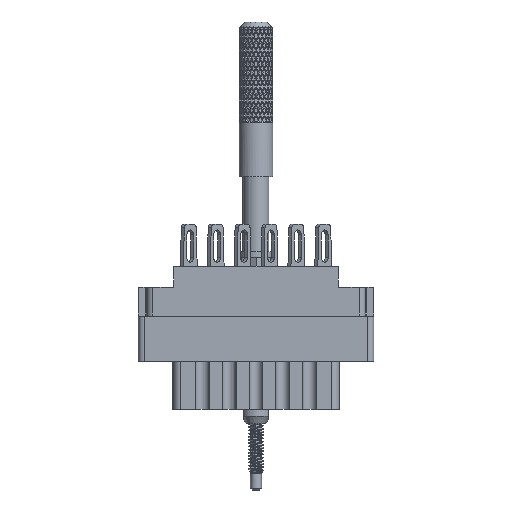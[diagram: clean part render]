
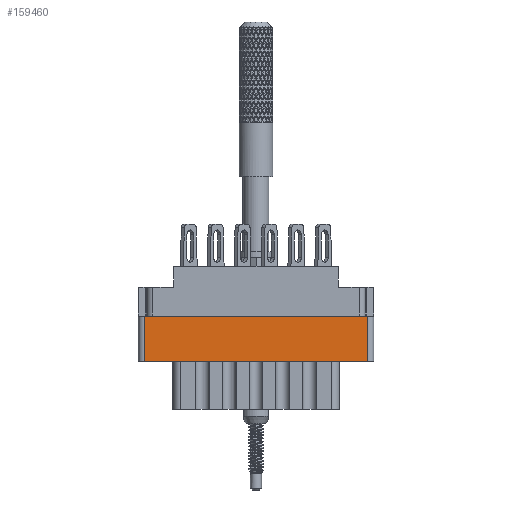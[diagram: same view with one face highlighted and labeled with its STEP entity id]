
A CAD part, front view. The second image highlights one B-rep face of the part: STEP entity #159460.
In plain terms, the highlighted planar face has unit normal (0, -1, 0).
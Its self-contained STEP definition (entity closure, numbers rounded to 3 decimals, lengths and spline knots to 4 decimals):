
#192 = EDGE_CURVE ( 'NONE', #67853, #130335, #112416, .T. ) ;
#7112 = FACE_OUTER_BOUND ( 'NONE', #120732, .T. ) ;
#11799 = LINE ( 'NONE', #164713, #109669 ) ;
#13808 = DIRECTION ( 'NONE',  ( 1., 0., 0. ) ) ;
#17787 = VECTOR ( 'NONE', #13808, 39.3701 ) ;
#17791 = VECTOR ( 'NONE', #117320, 39.3701 ) ;
#18180 = LINE ( 'NONE', #72865, #17791 ) ;
#20849 = CARTESIAN_POINT ( 'NONE',  ( -0.624, -0.343, -0.529 ) ) ;
#20995 = DIRECTION ( 'NONE',  ( 0., -1., 0. ) ) ;
#27974 = AXIS2_PLACEMENT_3D ( 'NONE', #147928, #20995, #77517 ) ;
#34904 = PLANE ( 'NONE',  #27974 ) ;
#38059 = ORIENTED_EDGE ( 'NONE', *, *, #57473, .T. ) ;
#48199 = VECTOR ( 'NONE', #84563, 39.3701 ) ;
#57473 = EDGE_CURVE ( 'NONE', #67853, #117626, #18180, .T. ) ;
#67853 = VERTEX_POINT ( 'NONE', #144025 ) ;
#72865 = CARTESIAN_POINT ( 'NONE',  ( 0.624, -0.343, -0.798 ) ) ;
#77517 = DIRECTION ( 'NONE',  ( 0., 0., -1. ) ) ;
#80345 = EDGE_CURVE ( 'NONE', #108861, #117626, #114764, .T. ) ;
#84563 = DIRECTION ( 'NONE',  ( -1., 0., 0. ) ) ;
#85946 = ORIENTED_EDGE ( 'NONE', *, *, #94216, .F. ) ;
#94216 = EDGE_CURVE ( 'NONE', #130335, #108861, #11799, .T. ) ;
#99043 = CARTESIAN_POINT ( 'NONE',  ( -0.656, -0.343, -0.277 ) ) ;
#101227 = CARTESIAN_POINT ( 'NONE',  ( 0.624, -0.343, -0.529 ) ) ;
#108861 = VERTEX_POINT ( 'NONE', #120668 ) ;
#109669 = VECTOR ( 'NONE', #123008, 39.3701 ) ;
#112416 = LINE ( 'NONE', #101227, #48199 ) ;
#114764 = LINE ( 'NONE', #99043, #17787 ) ;
#117320 = DIRECTION ( 'NONE',  ( 0., 0., 1. ) ) ;
#117626 = VERTEX_POINT ( 'NONE', #156405 ) ;
#120050 = ORIENTED_EDGE ( 'NONE', *, *, #80345, .F. ) ;
#120668 = CARTESIAN_POINT ( 'NONE',  ( -0.624, -0.343, -0.277 ) ) ;
#120732 = EDGE_LOOP ( 'NONE', ( #85946, #168474, #38059, #120050 ) ) ;
#123008 = DIRECTION ( 'NONE',  ( 0., 0., 1. ) ) ;
#130335 = VERTEX_POINT ( 'NONE', #20849 ) ;
#144025 = CARTESIAN_POINT ( 'NONE',  ( 0.624, -0.343, -0.529 ) ) ;
#147928 = CARTESIAN_POINT ( 'NONE',  ( -0.624, -0.343, -0.798 ) ) ;
#156405 = CARTESIAN_POINT ( 'NONE',  ( 0.624, -0.343, -0.277 ) ) ;
#159460 = ADVANCED_FACE ( 'NONE', ( #7112 ), #34904, .T. ) ;
#164713 = CARTESIAN_POINT ( 'NONE',  ( -0.624, -0.343, -0.798 ) ) ;
#168474 = ORIENTED_EDGE ( 'NONE', *, *, #192, .F. ) ;
